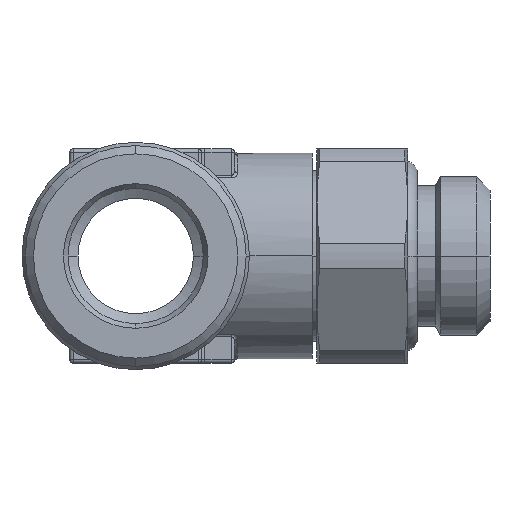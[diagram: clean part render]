
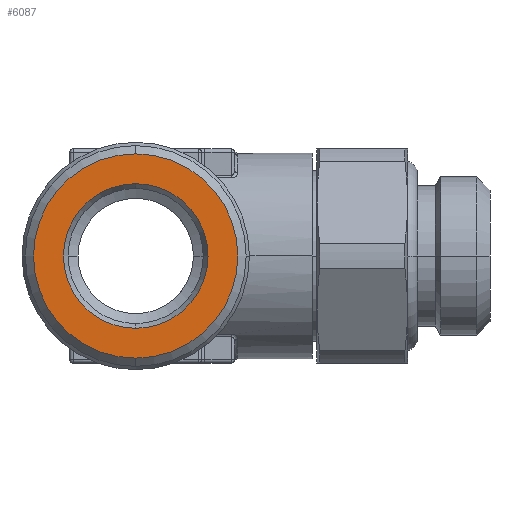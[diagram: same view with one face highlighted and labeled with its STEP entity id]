
A CAD part, left-side view. The second image highlights one B-rep face of the part: STEP entity #6087.
In plain terms, the highlighted planar face has unit normal (-1, 0, 0).
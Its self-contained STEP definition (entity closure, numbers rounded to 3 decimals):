
#1917=CARTESIAN_POINT('',(-27.7,0.,0.));
#1918=DIRECTION('',(1.,0.,0.));
#1919=DIRECTION('',(0.,0.,-1.));
#1920=AXIS2_PLACEMENT_3D('',#1917,#1918,#1919);
#1922=CARTESIAN_POINT('',(-27.7,0.,0.));
#1923=DIRECTION('',(-1.,0.,0.));
#1924=DIRECTION('',(0.,0.,-1.));
#1925=AXIS2_PLACEMENT_3D('',#1922,#1923,#1924);
#1927=CARTESIAN_POINT('',(-27.7,0.,0.));
#1928=DIRECTION('',(-1.,0.,0.));
#1929=DIRECTION('',(0.,0.,-1.));
#1930=AXIS2_PLACEMENT_3D('',#1927,#1928,#1929);
#1940=CARTESIAN_POINT('',(-27.7,0.,0.));
#1941=DIRECTION('',(1.,0.,0.));
#1942=DIRECTION('',(0.,0.,-1.));
#1943=AXIS2_PLACEMENT_3D('',#1940,#1941,#1942);
#3295=CARTESIAN_POINT('',(-27.7,0.,-4.389));
#3297=VERTEX_POINT('',#3295);
#3298=CARTESIAN_POINT('',(-27.7,0.,-6.2));
#3300=VERTEX_POINT('',#3298);
#3305=CARTESIAN_POINT('',(-27.7,0.,4.389));
#3307=VERTEX_POINT('',#3305);
#3308=CARTESIAN_POINT('',(-27.7,0.,6.2));
#3310=VERTEX_POINT('',#3308);
#6072=CARTESIAN_POINT('',(-27.7,0.,0.));
#6073=DIRECTION('',(-1.,0.,0.));
#6074=DIRECTION('',(0.,0.,1.));
#6075=AXIS2_PLACEMENT_3D('',#6072,#6073,#6074);
#6076=PLANE('',#6075);
#6078=ORIENTED_EDGE('',*,*,#6077,.F.);
#6080=ORIENTED_EDGE('',*,*,#6079,.T.);
#6081=EDGE_LOOP('',(#6078,#6080));
#6082=FACE_OUTER_BOUND('',#6081,.F.);
#6083=ORIENTED_EDGE('',*,*,#6065,.F.);
#6084=ORIENTED_EDGE('',*,*,#6054,.T.);
#6085=EDGE_LOOP('',(#6083,#6084));
#6086=FACE_BOUND('',#6085,.F.);
#6087=ADVANCED_FACE('',(#6082,#6086),#6076,.T.);
#1921=CIRCLE('',#1920,4.389);
#1926=CIRCLE('',#1925,4.389);
#1931=CIRCLE('',#1930,6.2);
#1944=CIRCLE('',#1943,6.2);
#6054=EDGE_CURVE('',#3297,#3307,#1926,.T.);
#6065=EDGE_CURVE('',#3297,#3307,#1921,.T.);
#6077=EDGE_CURVE('',#3300,#3310,#1931,.T.);
#6079=EDGE_CURVE('',#3300,#3310,#1944,.T.);
